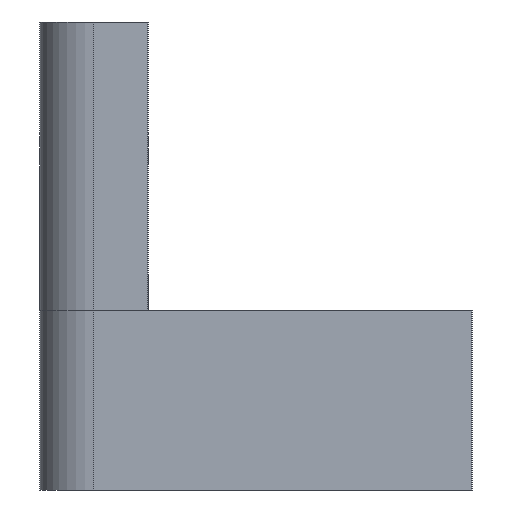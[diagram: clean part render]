
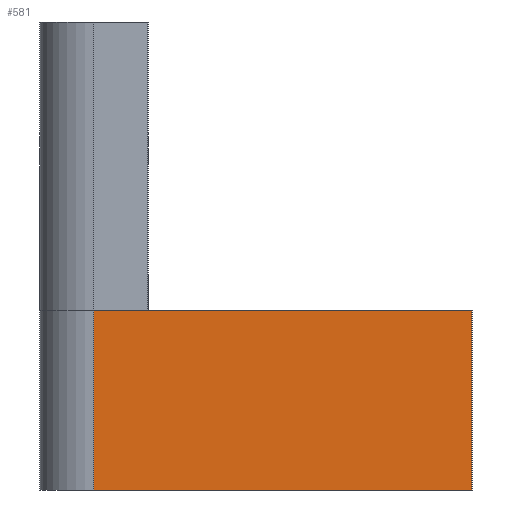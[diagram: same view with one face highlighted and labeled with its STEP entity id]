
A CAD part, left-side view. The second image highlights one B-rep face of the part: STEP entity #581.
In plain terms, the highlighted planar face has unit normal (-1, 0, 0).
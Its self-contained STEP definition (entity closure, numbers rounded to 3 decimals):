
#43 = PLANE('',#44);
#44 = AXIS2_PLACEMENT_3D('',#45,#46,#47);
#45 = CARTESIAN_POINT('',(10.,16.5,0.));
#46 = DIRECTION('',(0.,0.,1.));
#47 = DIRECTION('',(1.,0.,0.));
#125 = VERTEX_POINT('',#126);
#126 = CARTESIAN_POINT('',(-10.,16.5,0.));
#141 = CYLINDRICAL_SURFACE('',#142,1.5);
#142 = AXIS2_PLACEMENT_3D('',#143,#144,#145);
#143 = CARTESIAN_POINT('',(-8.5,16.5,0.));
#144 = DIRECTION('',(-0.,-0.,-1.));
#145 = DIRECTION('',(1.,0.,0.));
#153 = EDGE_CURVE('',#154,#125,#156,.T.);
#154 = VERTEX_POINT('',#155);
#155 = CARTESIAN_POINT('',(-10.,6.,0.));
#156 = SURFACE_CURVE('',#157,(#161,#168),.PCURVE_S1.);
#157 = LINE('',#158,#159);
#158 = CARTESIAN_POINT('',(-10.,6.,0.));
#159 = VECTOR('',#160,1.);
#160 = DIRECTION('',(0.,1.,0.));
#161 = PCURVE('',#43,#162);
#162 = DEFINITIONAL_REPRESENTATION('',(#163),#167);
#163 = LINE('',#164,#165);
#164 = CARTESIAN_POINT('',(-20.,-10.5));
#165 = VECTOR('',#166,1.);
#166 = DIRECTION('',(0.,1.));
#167 = ( GEOMETRIC_REPRESENTATION_CONTEXT(2) 
PARAMETRIC_REPRESENTATION_CONTEXT() REPRESENTATION_CONTEXT('2D SPACE',''
  ) );
#168 = PCURVE('',#169,#174);
#169 = PLANE('',#170);
#170 = AXIS2_PLACEMENT_3D('',#171,#172,#173);
#171 = CARTESIAN_POINT('',(-10.,6.,0.));
#172 = DIRECTION('',(-1.,0.,0.));
#173 = DIRECTION('',(0.,1.,0.));
#174 = DEFINITIONAL_REPRESENTATION('',(#175),#179);
#175 = LINE('',#176,#177);
#176 = CARTESIAN_POINT('',(0.,0.));
#177 = VECTOR('',#178,1.);
#178 = DIRECTION('',(1.,0.));
#179 = ( GEOMETRIC_REPRESENTATION_CONTEXT(2) 
PARAMETRIC_REPRESENTATION_CONTEXT() REPRESENTATION_CONTEXT('2D SPACE',''
  ) );
#195 = PLANE('',#196);
#196 = AXIS2_PLACEMENT_3D('',#197,#198,#199);
#197 = CARTESIAN_POINT('',(10.,6.,0.));
#198 = DIRECTION('',(0.,-1.,0.));
#199 = DIRECTION('',(-1.,0.,0.));
#339 = PLANE('',#340);
#340 = AXIS2_PLACEMENT_3D('',#341,#342,#343);
#341 = CARTESIAN_POINT('',(10.,16.5,5.));
#342 = DIRECTION('',(0.,0.,1.));
#343 = DIRECTION('',(1.,0.,0.));
#433 = VERTEX_POINT('',#434);
#434 = CARTESIAN_POINT('',(-10.,6.,5.));
#455 = EDGE_CURVE('',#154,#433,#456,.T.);
#456 = SURFACE_CURVE('',#457,(#461,#468),.PCURVE_S1.);
#457 = LINE('',#458,#459);
#458 = CARTESIAN_POINT('',(-10.,6.,0.));
#459 = VECTOR('',#460,1.);
#460 = DIRECTION('',(0.,0.,1.));
#461 = PCURVE('',#195,#462);
#462 = DEFINITIONAL_REPRESENTATION('',(#463),#467);
#463 = LINE('',#464,#465);
#464 = CARTESIAN_POINT('',(20.,0.));
#465 = VECTOR('',#466,1.);
#466 = DIRECTION('',(0.,-1.));
#467 = ( GEOMETRIC_REPRESENTATION_CONTEXT(2) 
PARAMETRIC_REPRESENTATION_CONTEXT() REPRESENTATION_CONTEXT('2D SPACE',''
  ) );
#468 = PCURVE('',#169,#469);
#469 = DEFINITIONAL_REPRESENTATION('',(#470),#474);
#470 = LINE('',#471,#472);
#471 = CARTESIAN_POINT('',(0.,0.));
#472 = VECTOR('',#473,1.);
#473 = DIRECTION('',(0.,-1.));
#474 = ( GEOMETRIC_REPRESENTATION_CONTEXT(2) 
PARAMETRIC_REPRESENTATION_CONTEXT() REPRESENTATION_CONTEXT('2D SPACE',''
  ) );
#581 = ADVANCED_FACE('',(#582),#169,.T.);
#582 = FACE_BOUND('',#583,.T.);
#583 = EDGE_LOOP('',(#584,#585,#608,#636,#657));
#584 = ORIENTED_EDGE('',*,*,#455,.T.);
#585 = ORIENTED_EDGE('',*,*,#586,.T.);
#586 = EDGE_CURVE('',#433,#587,#589,.T.);
#587 = VERTEX_POINT('',#588);
#588 = CARTESIAN_POINT('',(-10.,15.,5.));
#589 = SURFACE_CURVE('',#590,(#594,#601),.PCURVE_S1.);
#590 = LINE('',#591,#592);
#591 = CARTESIAN_POINT('',(-10.,6.,5.));
#592 = VECTOR('',#593,1.);
#593 = DIRECTION('',(0.,1.,0.));
#594 = PCURVE('',#169,#595);
#595 = DEFINITIONAL_REPRESENTATION('',(#596),#600);
#596 = LINE('',#597,#598);
#597 = CARTESIAN_POINT('',(0.,-5.));
#598 = VECTOR('',#599,1.);
#599 = DIRECTION('',(1.,0.));
#600 = ( GEOMETRIC_REPRESENTATION_CONTEXT(2) 
PARAMETRIC_REPRESENTATION_CONTEXT() REPRESENTATION_CONTEXT('2D SPACE',''
  ) );
#601 = PCURVE('',#339,#602);
#602 = DEFINITIONAL_REPRESENTATION('',(#603),#607);
#603 = LINE('',#604,#605);
#604 = CARTESIAN_POINT('',(-20.,-10.5));
#605 = VECTOR('',#606,1.);
#606 = DIRECTION('',(0.,1.));
#607 = ( GEOMETRIC_REPRESENTATION_CONTEXT(2) 
PARAMETRIC_REPRESENTATION_CONTEXT() REPRESENTATION_CONTEXT('2D SPACE',''
  ) );
#608 = ORIENTED_EDGE('',*,*,#609,.T.);
#609 = EDGE_CURVE('',#587,#610,#612,.T.);
#610 = VERTEX_POINT('',#611);
#611 = CARTESIAN_POINT('',(-10.,16.5,5.));
#612 = SURFACE_CURVE('',#613,(#617,#624),.PCURVE_S1.);
#613 = LINE('',#614,#615);
#614 = CARTESIAN_POINT('',(-10.,15.,5.));
#615 = VECTOR('',#616,1.);
#616 = DIRECTION('',(0.,1.,0.));
#617 = PCURVE('',#169,#618);
#618 = DEFINITIONAL_REPRESENTATION('',(#619),#623);
#619 = LINE('',#620,#621);
#620 = CARTESIAN_POINT('',(9.,-5.));
#621 = VECTOR('',#622,1.);
#622 = DIRECTION('',(1.,0.));
#623 = ( GEOMETRIC_REPRESENTATION_CONTEXT(2) 
PARAMETRIC_REPRESENTATION_CONTEXT() REPRESENTATION_CONTEXT('2D SPACE',''
  ) );
#624 = PCURVE('',#625,#630);
#625 = PLANE('',#626);
#626 = AXIS2_PLACEMENT_3D('',#627,#628,#629);
#627 = CARTESIAN_POINT('',(-10.,15.,5.));
#628 = DIRECTION('',(-1.,0.,0.));
#629 = DIRECTION('',(0.,1.,0.));
#630 = DEFINITIONAL_REPRESENTATION('',(#631),#635);
#631 = LINE('',#632,#633);
#632 = CARTESIAN_POINT('',(0.,0.));
#633 = VECTOR('',#634,1.);
#634 = DIRECTION('',(1.,0.));
#635 = ( GEOMETRIC_REPRESENTATION_CONTEXT(2) 
PARAMETRIC_REPRESENTATION_CONTEXT() REPRESENTATION_CONTEXT('2D SPACE',''
  ) );
#636 = ORIENTED_EDGE('',*,*,#637,.F.);
#637 = EDGE_CURVE('',#125,#610,#638,.T.);
#638 = SURFACE_CURVE('',#639,(#643,#650),.PCURVE_S1.);
#639 = LINE('',#640,#641);
#640 = CARTESIAN_POINT('',(-10.,16.5,0.));
#641 = VECTOR('',#642,1.);
#642 = DIRECTION('',(0.,0.,1.));
#643 = PCURVE('',#169,#644);
#644 = DEFINITIONAL_REPRESENTATION('',(#645),#649);
#645 = LINE('',#646,#647);
#646 = CARTESIAN_POINT('',(10.5,0.));
#647 = VECTOR('',#648,1.);
#648 = DIRECTION('',(0.,-1.));
#649 = ( GEOMETRIC_REPRESENTATION_CONTEXT(2) 
PARAMETRIC_REPRESENTATION_CONTEXT() REPRESENTATION_CONTEXT('2D SPACE',''
  ) );
#650 = PCURVE('',#141,#651);
#651 = DEFINITIONAL_REPRESENTATION('',(#652),#656);
#652 = LINE('',#653,#654);
#653 = CARTESIAN_POINT('',(-3.142,0.));
#654 = VECTOR('',#655,1.);
#655 = DIRECTION('',(-0.,-1.));
#656 = ( GEOMETRIC_REPRESENTATION_CONTEXT(2) 
PARAMETRIC_REPRESENTATION_CONTEXT() REPRESENTATION_CONTEXT('2D SPACE',''
  ) );
#657 = ORIENTED_EDGE('',*,*,#153,.F.);
